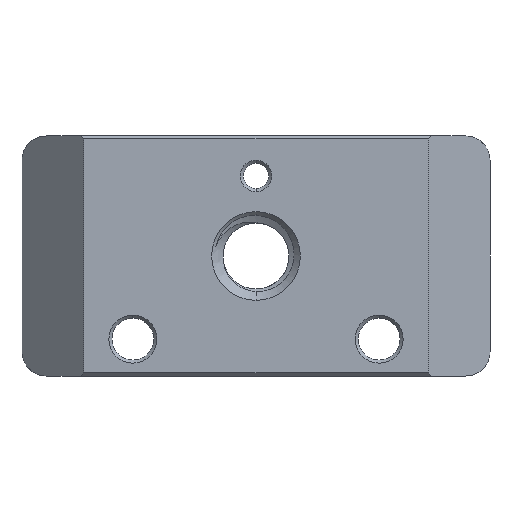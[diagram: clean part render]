
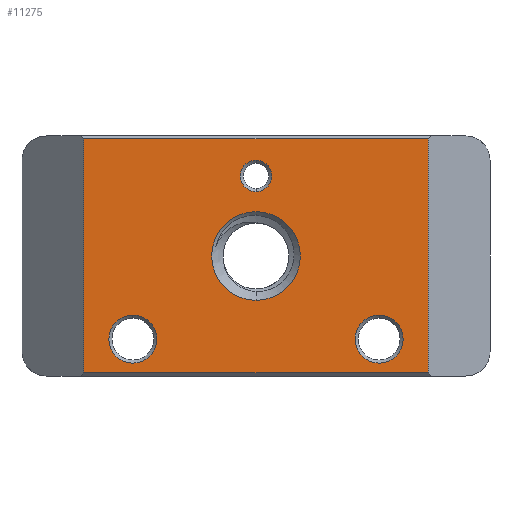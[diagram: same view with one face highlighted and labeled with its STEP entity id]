
A CAD part, front view. The second image highlights one B-rep face of the part: STEP entity #11275.
In plain terms, the highlighted planar face has unit normal (0, -1, 0).
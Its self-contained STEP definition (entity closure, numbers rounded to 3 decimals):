
#207 = DIRECTION ( 'NONE',  ( 0., -1., 0. ) ) ;
#329 = AXIS2_PLACEMENT_3D ( 'NONE', #14937, #4357, #9044 ) ;
#479 = FACE_OUTER_BOUND ( 'NONE', #5295, .T. ) ;
#642 = CIRCLE ( 'NONE', #915, 3.6 ) ;
#817 = CARTESIAN_POINT ( 'NONE',  ( 14., 0., 11.75 ) ) ;
#915 = AXIS2_PLACEMENT_3D ( 'NONE', #11073, #207, #5350 ) ;
#1350 = DIRECTION ( 'NONE',  ( 0., 1., 0. ) ) ;
#1428 = DIRECTION ( 'NONE',  ( 0., 0., -1. ) ) ;
#1431 = DIRECTION ( 'NONE',  ( 0., 1., 0. ) ) ;
#1455 = CARTESIAN_POINT ( 'NONE',  ( 0., 0., 8.75 ) ) ;
#1591 = CARTESIAN_POINT ( 'NONE',  ( 0., 0., 5.85 ) ) ;
#1652 = EDGE_LOOP ( 'NONE', ( #10563, #10540 ) ) ;
#1706 = FACE_BOUND ( 'NONE', #5746, .T. ) ;
#1796 = CARTESIAN_POINT ( 'NONE',  ( -10., 0., -6.45 ) ) ;
#1837 = CARTESIAN_POINT ( 'NONE',  ( 10., 0., -6.45 ) ) ;
#1876 = EDGE_CURVE ( 'NONE', #4818, #5500, #5971, .T. ) ;
#1919 = DIRECTION ( 'NONE',  ( 0., 0., -1. ) ) ;
#2283 = VECTOR ( 'NONE', #7307, 1000. ) ;
#2366 = EDGE_CURVE ( 'NONE', #4144, #13633, #13037, .T. ) ;
#2370 = LINE ( 'NONE', #7405, #6761 ) ;
#2479 = CIRCLE ( 'NONE', #2490, 1.95 ) ;
#2490 = AXIS2_PLACEMENT_3D ( 'NONE', #6931, #6890, #6871 ) ;
#2630 = EDGE_CURVE ( 'NONE', #8947, #12339, #2479, .T. ) ;
#2819 = CARTESIAN_POINT ( 'NONE',  ( 0., 0., 7.475 ) ) ;
#2965 = DIRECTION ( 'NONE',  ( 0., 0., -1. ) ) ;
#2988 = DIRECTION ( 'NONE',  ( 0., 1., 0. ) ) ;
#3042 = VERTEX_POINT ( 'NONE', #1591 ) ;
#3054 = CARTESIAN_POINT ( 'NONE',  ( 0., 0., 8.75 ) ) ;
#3145 = CARTESIAN_POINT ( 'NONE',  ( 0., 0., -1.35 ) ) ;
#3213 = EDGE_CURVE ( 'NONE', #14101, #14932, #8991, .T. ) ;
#3319 = DIRECTION ( 'NONE',  ( 0., 0., -1. ) ) ;
#3326 = DIRECTION ( 'NONE',  ( 0., -1., 0. ) ) ;
#4144 = VERTEX_POINT ( 'NONE', #8152 ) ;
#4357 = DIRECTION ( 'NONE',  ( 0., -1., 0. ) ) ;
#4818 = VERTEX_POINT ( 'NONE', #13575 ) ;
#5002 = CIRCLE ( 'NONE', #5261, 1.95 ) ;
#5252 = EDGE_LOOP ( 'NONE', ( #10585, #10566 ) ) ;
#5261 = AXIS2_PLACEMENT_3D ( 'NONE', #8086, #12728, #1919 ) ;
#5280 = CIRCLE ( 'NONE', #7297, 3.6 ) ;
#5295 = EDGE_LOOP ( 'NONE', ( #10522, #10502, #10488, #10484 ) ) ;
#5350 = DIRECTION ( 'NONE',  ( 0., 0., -1. ) ) ;
#5390 = VERTEX_POINT ( 'NONE', #3145 ) ;
#5421 = EDGE_CURVE ( 'NONE', #5500, #4818, #13872, .T. ) ;
#5500 = VERTEX_POINT ( 'NONE', #2819 ) ;
#5611 = FACE_BOUND ( 'NONE', #5801, .T. ) ;
#5746 = EDGE_LOOP ( 'NONE', ( #10602, #10599 ) ) ;
#5801 = EDGE_LOOP ( 'NONE', ( #10462, #10444 ) ) ;
#5971 = CIRCLE ( 'NONE', #6218, 1.275 ) ;
#6026 = VERTEX_POINT ( 'NONE', #817 ) ;
#6218 = AXIS2_PLACEMENT_3D ( 'NONE', #1455, #1431, #1428 ) ;
#6477 = DIRECTION ( 'NONE',  ( 0., 0., -1. ) ) ;
#6761 = VECTOR ( 'NONE', #11966, 1000. ) ;
#6815 = FACE_BOUND ( 'NONE', #5252, .T. ) ;
#6871 = DIRECTION ( 'NONE',  ( 0., 0., -1. ) ) ;
#6879 = VERTEX_POINT ( 'NONE', #8555 ) ;
#6890 = DIRECTION ( 'NONE',  ( 0., 1., 0. ) ) ;
#6931 = CARTESIAN_POINT ( 'NONE',  ( 10., 0., -4.5 ) ) ;
#7287 = CARTESIAN_POINT ( 'NONE',  ( 10., 0., -2.55 ) ) ;
#7297 = AXIS2_PLACEMENT_3D ( 'NONE', #14022, #3326, #8176 ) ;
#7307 = DIRECTION ( 'NONE',  ( -1., 0., 0. ) ) ;
#7347 = CARTESIAN_POINT ( 'NONE',  ( 0., 0., 11.75 ) ) ;
#7365 = LINE ( 'NONE', #7347, #2283 ) ;
#7405 = CARTESIAN_POINT ( 'NONE',  ( 14., 0., 0. ) ) ;
#8086 = CARTESIAN_POINT ( 'NONE',  ( -10., 0., -4.5 ) ) ;
#8152 = CARTESIAN_POINT ( 'NONE',  ( -10., 0., -2.55 ) ) ;
#8176 = DIRECTION ( 'NONE',  ( 0., 0., -1. ) ) ;
#8427 = AXIS2_PLACEMENT_3D ( 'NONE', #12205, #1350, #6477 ) ;
#8555 = CARTESIAN_POINT ( 'NONE',  ( -14., 0., 11.75 ) ) ;
#8695 = EDGE_CURVE ( 'NONE', #6026, #6879, #7365, .T. ) ;
#8766 = CARTESIAN_POINT ( 'NONE',  ( 14., 0., -7.25 ) ) ;
#8947 = VERTEX_POINT ( 'NONE', #7287 ) ;
#8954 = DIRECTION ( 'NONE',  ( 1., 0., 0. ) ) ;
#8974 = CARTESIAN_POINT ( 'NONE',  ( 14.5, 0., -7.25 ) ) ;
#8991 = LINE ( 'NONE', #8974, #10826 ) ;
#9044 = DIRECTION ( 'NONE',  ( 0., 0., -1. ) ) ;
#9229 = LINE ( 'NONE', #14018, #9283 ) ;
#9283 = VECTOR ( 'NONE', #3319, 1000. ) ;
#9600 = DIRECTION ( 'NONE',  ( 0., 0., -1. ) ) ;
#9616 = DIRECTION ( 'NONE',  ( 0., 1., 0. ) ) ;
#9620 = CARTESIAN_POINT ( 'NONE',  ( -10., 0., -4.5 ) ) ;
#10160 = PLANE ( 'NONE',  #329 ) ;
#10444 = ORIENTED_EDGE ( 'NONE', *, *, #15338, .F. ) ;
#10462 = ORIENTED_EDGE ( 'NONE', *, *, #12174, .F. ) ;
#10484 = ORIENTED_EDGE ( 'NONE', *, *, #14253, .T. ) ;
#10488 = ORIENTED_EDGE ( 'NONE', *, *, #8695, .T. ) ;
#10502 = ORIENTED_EDGE ( 'NONE', *, *, #14367, .T. ) ;
#10522 = ORIENTED_EDGE ( 'NONE', *, *, #3213, .T. ) ;
#10540 = ORIENTED_EDGE ( 'NONE', *, *, #1876, .T. ) ;
#10563 = ORIENTED_EDGE ( 'NONE', *, *, #5421, .T. ) ;
#10566 = ORIENTED_EDGE ( 'NONE', *, *, #2630, .T. ) ;
#10585 = ORIENTED_EDGE ( 'NONE', *, *, #15495, .T. ) ;
#10599 = ORIENTED_EDGE ( 'NONE', *, *, #2366, .T. ) ;
#10602 = ORIENTED_EDGE ( 'NONE', *, *, #12365, .T. ) ;
#10826 = VECTOR ( 'NONE', #8954, 1000. ) ;
#11073 = CARTESIAN_POINT ( 'NONE',  ( 0., 0., 2.25 ) ) ;
#11275 = ADVANCED_FACE ( 'NONE', ( #1706, #6815, #11341, #479, #5611 ), #10160, .T. ) ;
#11341 = FACE_BOUND ( 'NONE', #1652, .T. ) ;
#11966 = DIRECTION ( 'NONE',  ( 0., 0., 1. ) ) ;
#12174 = EDGE_CURVE ( 'NONE', #5390, #3042, #642, .T. ) ;
#12205 = CARTESIAN_POINT ( 'NONE',  ( 10., 0., -4.5 ) ) ;
#12339 = VERTEX_POINT ( 'NONE', #1837 ) ;
#12365 = EDGE_CURVE ( 'NONE', #13633, #4144, #5002, .T. ) ;
#12728 = DIRECTION ( 'NONE',  ( 0., 1., 0. ) ) ;
#13037 = CIRCLE ( 'NONE', #13046, 1.95 ) ;
#13046 = AXIS2_PLACEMENT_3D ( 'NONE', #9620, #9616, #9600 ) ;
#13561 = CARTESIAN_POINT ( 'NONE',  ( -14., 0., -7.25 ) ) ;
#13575 = CARTESIAN_POINT ( 'NONE',  ( 0., 0., 10.025 ) ) ;
#13633 = VERTEX_POINT ( 'NONE', #1796 ) ;
#13872 = CIRCLE ( 'NONE', #14107, 1.275 ) ;
#14018 = CARTESIAN_POINT ( 'NONE',  ( -14., 0., 0. ) ) ;
#14022 = CARTESIAN_POINT ( 'NONE',  ( 0., 0., 2.25 ) ) ;
#14101 = VERTEX_POINT ( 'NONE', #13561 ) ;
#14107 = AXIS2_PLACEMENT_3D ( 'NONE', #3054, #2988, #2965 ) ;
#14253 = EDGE_CURVE ( 'NONE', #6879, #14101, #9229, .T. ) ;
#14367 = EDGE_CURVE ( 'NONE', #14932, #6026, #2370, .T. ) ;
#14932 = VERTEX_POINT ( 'NONE', #8766 ) ;
#14937 = CARTESIAN_POINT ( 'NONE',  ( 0., 0., 0. ) ) ;
#15049 = CIRCLE ( 'NONE', #8427, 1.95 ) ;
#15338 = EDGE_CURVE ( 'NONE', #3042, #5390, #5280, .T. ) ;
#15495 = EDGE_CURVE ( 'NONE', #12339, #8947, #15049, .T. ) ;
